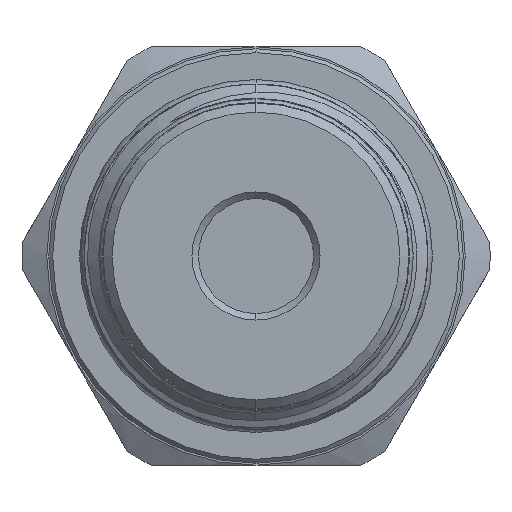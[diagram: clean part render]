
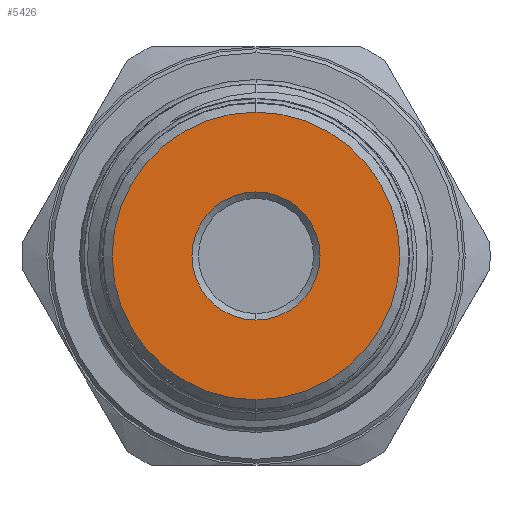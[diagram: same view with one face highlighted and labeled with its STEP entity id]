
A CAD part, left-side view. The second image highlights one B-rep face of the part: STEP entity #5426.
In plain terms, the highlighted planar face has unit normal (-1, 0, 0).
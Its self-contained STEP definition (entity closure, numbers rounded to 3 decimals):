
#121 = EDGE_CURVE ( 'NONE', #4452, #4055, #4292, .T. ) ;
#186 = AXIS2_PLACEMENT_3D ( 'NONE', #2832, #2831, #2827 ) ;
#204 = AXIS2_PLACEMENT_3D ( 'NONE', #1316, #1373, #1388 ) ;
#253 = AXIS2_PLACEMENT_3D ( 'NONE', #5002, #4995, #5000 ) ;
#302 = AXIS2_PLACEMENT_3D ( 'NONE', #4880, #4884, #4883 ) ;
#307 = AXIS2_PLACEMENT_3D ( 'NONE', #4858, #4857, #4863 ) ;
#1316 = CARTESIAN_POINT ( 'NONE',  ( 0., 0., 0. ) ) ;
#1373 = DIRECTION ( 'NONE',  ( 1., 0., 0. ) ) ;
#1378 = PLANE ( 'NONE',  #204 ) ;
#1388 = DIRECTION ( 'NONE',  ( 0., 0., -1. ) ) ;
#2827 = DIRECTION ( 'NONE',  ( 0., 0., -1. ) ) ;
#2831 = DIRECTION ( 'NONE',  ( 1., 0., 0. ) ) ;
#2832 = CARTESIAN_POINT ( 'NONE',  ( 0., 0., 0. ) ) ;
#3791 = VERTEX_POINT ( 'NONE', #8961 ) ;
#3859 = FACE_BOUND ( 'NONE', #8269, .T. ) ;
#3865 = FACE_OUTER_BOUND ( 'NONE', #8135, .T. ) ;
#4055 = VERTEX_POINT ( 'NONE', #8906 ) ;
#4204 = VERTEX_POINT ( 'NONE', #8862 ) ;
#4247 = CIRCLE ( 'NONE', #307, 4.9 ) ;
#4292 = CIRCLE ( 'NONE', #186, 4.9 ) ;
#4452 = VERTEX_POINT ( 'NONE', #8894 ) ;
#4500 = CIRCLE ( 'NONE', #302, 11. ) ;
#4506 = CIRCLE ( 'NONE', #253, 11. ) ;
#4857 = DIRECTION ( 'NONE',  ( 1., 0., 0. ) ) ;
#4858 = CARTESIAN_POINT ( 'NONE',  ( 0., 0., 0. ) ) ;
#4863 = DIRECTION ( 'NONE',  ( 0., 0., -1. ) ) ;
#4880 = CARTESIAN_POINT ( 'NONE',  ( 0., 0., 0. ) ) ;
#4883 = DIRECTION ( 'NONE',  ( 0., 0., -1. ) ) ;
#4884 = DIRECTION ( 'NONE',  ( -1., 0., 0. ) ) ;
#4995 = DIRECTION ( 'NONE',  ( -1., 0., 0. ) ) ;
#5000 = DIRECTION ( 'NONE',  ( 0., 0., -1. ) ) ;
#5002 = CARTESIAN_POINT ( 'NONE',  ( 0., 0., 0. ) ) ;
#5426 = ADVANCED_FACE ( 'NONE', ( #3859, #3865 ), #1378, .F. ) ;
#5824 = ORIENTED_EDGE ( 'NONE', *, *, #6781, .T. ) ;
#5890 = ORIENTED_EDGE ( 'NONE', *, *, #6764, .T. ) ;
#6342 = ORIENTED_EDGE ( 'NONE', *, *, #6770, .T. ) ;
#6438 = ORIENTED_EDGE ( 'NONE', *, *, #121, .T. ) ;
#6764 = EDGE_CURVE ( 'NONE', #4055, #4452, #4247, .T. ) ;
#6770 = EDGE_CURVE ( 'NONE', #4204, #3791, #4500, .T. ) ;
#6781 = EDGE_CURVE ( 'NONE', #3791, #4204, #4506, .T. ) ;
#8135 = EDGE_LOOP ( 'NONE', ( #6342, #5824 ) ) ;
#8269 = EDGE_LOOP ( 'NONE', ( #6438, #5890 ) ) ;
#8862 = CARTESIAN_POINT ( 'NONE',  ( 0., 0., -11. ) ) ;
#8894 = CARTESIAN_POINT ( 'NONE',  ( 0., 0., 4.9 ) ) ;
#8906 = CARTESIAN_POINT ( 'NONE',  ( 0., 0., -4.9 ) ) ;
#8961 = CARTESIAN_POINT ( 'NONE',  ( 0., 0., 11. ) ) ;
